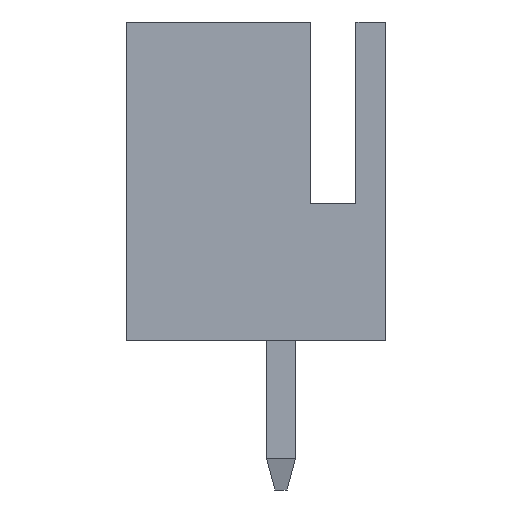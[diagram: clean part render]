
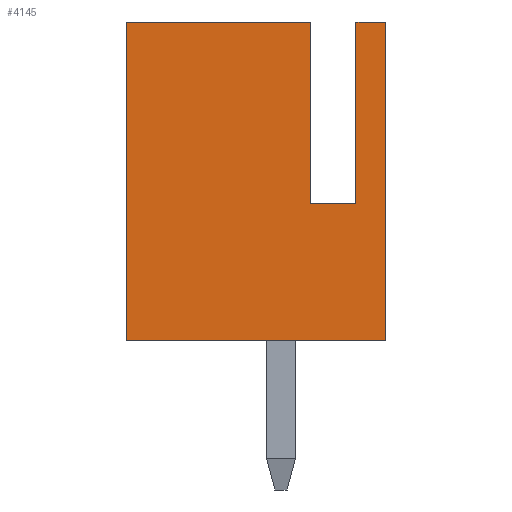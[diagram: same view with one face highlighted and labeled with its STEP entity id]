
A CAD part, left-side view. The second image highlights one B-rep face of the part: STEP entity #4145.
In plain terms, the highlighted planar face has unit normal (-1, 0, 0).
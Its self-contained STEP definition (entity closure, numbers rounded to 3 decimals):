
#22 = EDGE_CURVE ( 'NONE', #2299, #1096, #806, .T. ) ;
#45 = LINE ( 'NONE', #1784, #1872 ) ;
#88 = CARTESIAN_POINT ( 'NONE',  ( -5., 1.65, 7. ) ) ;
#103 = EDGE_CURVE ( 'NONE', #2425, #1096, #2778, .T. ) ;
#154 = ORIENTED_EDGE ( 'NONE', *, *, #1908, .F. ) ;
#166 = DIRECTION ( 'NONE',  ( 0., 0., -1. ) ) ;
#172 = DIRECTION ( 'NONE',  ( 0., 1., 0. ) ) ;
#208 = ORIENTED_EDGE ( 'NONE', *, *, #2051, .T. ) ;
#223 = VERTEX_POINT ( 'NONE', #4372 ) ;
#345 = CARTESIAN_POINT ( 'NONE',  ( -5., 5.7, 7. ) ) ;
#558 = VECTOR ( 'NONE', #166, 1000. ) ;
#594 = ORIENTED_EDGE ( 'NONE', *, *, #22, .F. ) ;
#789 = ORIENTED_EDGE ( 'NONE', *, *, #2999, .F. ) ;
#802 = CARTESIAN_POINT ( 'NONE',  ( -5., 0., 0. ) ) ;
#806 = LINE ( 'NONE', #1592, #558 ) ;
#932 = VECTOR ( 'NONE', #4201, 1000. ) ;
#1096 = VERTEX_POINT ( 'NONE', #802 ) ;
#1112 = VECTOR ( 'NONE', #4099, 1000. ) ;
#1220 = CARTESIAN_POINT ( 'NONE',  ( -5., 5.7, 7. ) ) ;
#1305 = VECTOR ( 'NONE', #1572, 1000. ) ;
#1306 = CARTESIAN_POINT ( 'NONE',  ( -5., 5.7, 0. ) ) ;
#1345 = VERTEX_POINT ( 'NONE', #3875 ) ;
#1397 = VECTOR ( 'NONE', #2073, 1000. ) ;
#1421 = CARTESIAN_POINT ( 'NONE',  ( -5., 5.7, 7. ) ) ;
#1464 = CARTESIAN_POINT ( 'NONE',  ( -5., 1.65, 3. ) ) ;
#1528 = EDGE_CURVE ( 'NONE', #223, #4493, #3637, .T. ) ;
#1560 = CARTESIAN_POINT ( 'NONE',  ( -5., 1.65, 7. ) ) ;
#1572 = DIRECTION ( 'NONE',  ( 0., 0., -1. ) ) ;
#1592 = CARTESIAN_POINT ( 'NONE',  ( -5., 0., 7. ) ) ;
#1613 = CARTESIAN_POINT ( 'NONE',  ( -5., 5.7, 0. ) ) ;
#1640 = VECTOR ( 'NONE', #2628, 1000. ) ;
#1667 = EDGE_CURVE ( 'NONE', #4592, #3897, #2329, .T. ) ;
#1784 = CARTESIAN_POINT ( 'NONE',  ( -5., 5.7, 7. ) ) ;
#1854 = EDGE_LOOP ( 'NONE', ( #154, #3175, #2621, #4259, #208, #4036, #594, #789 ) ) ;
#1872 = VECTOR ( 'NONE', #3230, 1000. ) ;
#1879 = CARTESIAN_POINT ( 'NONE',  ( -5., 0.65, 7. ) ) ;
#1901 = DIRECTION ( 'NONE',  ( 0., 0., 1. ) ) ;
#1908 = EDGE_CURVE ( 'NONE', #223, #1345, #2579, .T. ) ;
#1954 = CARTESIAN_POINT ( 'NONE',  ( -5., 5.7, 7. ) ) ;
#2023 = VECTOR ( 'NONE', #1901, 1000. ) ;
#2051 = EDGE_CURVE ( 'NONE', #4592, #2425, #45, .T. ) ;
#2073 = DIRECTION ( 'NONE',  ( 0., -1., 0. ) ) ;
#2299 = VERTEX_POINT ( 'NONE', #4156 ) ;
#2327 = PLANE ( 'NONE',  #3254 ) ;
#2329 = LINE ( 'NONE', #1954, #1112 ) ;
#2425 = VERTEX_POINT ( 'NONE', #1613 ) ;
#2507 = LINE ( 'NONE', #1421, #1397 ) ;
#2579 = LINE ( 'NONE', #1879, #2023 ) ;
#2621 = ORIENTED_EDGE ( 'NONE', *, *, #2692, .F. ) ;
#2628 = DIRECTION ( 'NONE',  ( 0., 1., 0. ) ) ;
#2692 = EDGE_CURVE ( 'NONE', #3897, #4493, #4217, .T. ) ;
#2778 = LINE ( 'NONE', #1306, #932 ) ;
#2999 = EDGE_CURVE ( 'NONE', #1345, #2299, #2507, .T. ) ;
#3175 = ORIENTED_EDGE ( 'NONE', *, *, #1528, .T. ) ;
#3230 = DIRECTION ( 'NONE',  ( 0., 0., -1. ) ) ;
#3254 = AXIS2_PLACEMENT_3D ( 'NONE', #1220, #3420, #172 ) ;
#3420 = DIRECTION ( 'NONE',  ( 1., 0., 0. ) ) ;
#3637 = LINE ( 'NONE', #4409, #1640 ) ;
#3875 = CARTESIAN_POINT ( 'NONE',  ( -5., 0.65, 7. ) ) ;
#3897 = VERTEX_POINT ( 'NONE', #1560 ) ;
#4036 = ORIENTED_EDGE ( 'NONE', *, *, #103, .T. ) ;
#4099 = DIRECTION ( 'NONE',  ( 0., -1., 0. ) ) ;
#4145 = ADVANCED_FACE ( 'NONE', ( #4500 ), #2327, .F. ) ;
#4156 = CARTESIAN_POINT ( 'NONE',  ( -5., 0., 7. ) ) ;
#4201 = DIRECTION ( 'NONE',  ( 0., -1., 0. ) ) ;
#4217 = LINE ( 'NONE', #88, #1305 ) ;
#4259 = ORIENTED_EDGE ( 'NONE', *, *, #1667, .F. ) ;
#4372 = CARTESIAN_POINT ( 'NONE',  ( -5., 0.65, 3. ) ) ;
#4409 = CARTESIAN_POINT ( 'NONE',  ( -5., 5.7, 3. ) ) ;
#4493 = VERTEX_POINT ( 'NONE', #1464 ) ;
#4500 = FACE_OUTER_BOUND ( 'NONE', #1854, .T. ) ;
#4592 = VERTEX_POINT ( 'NONE', #345 ) ;
